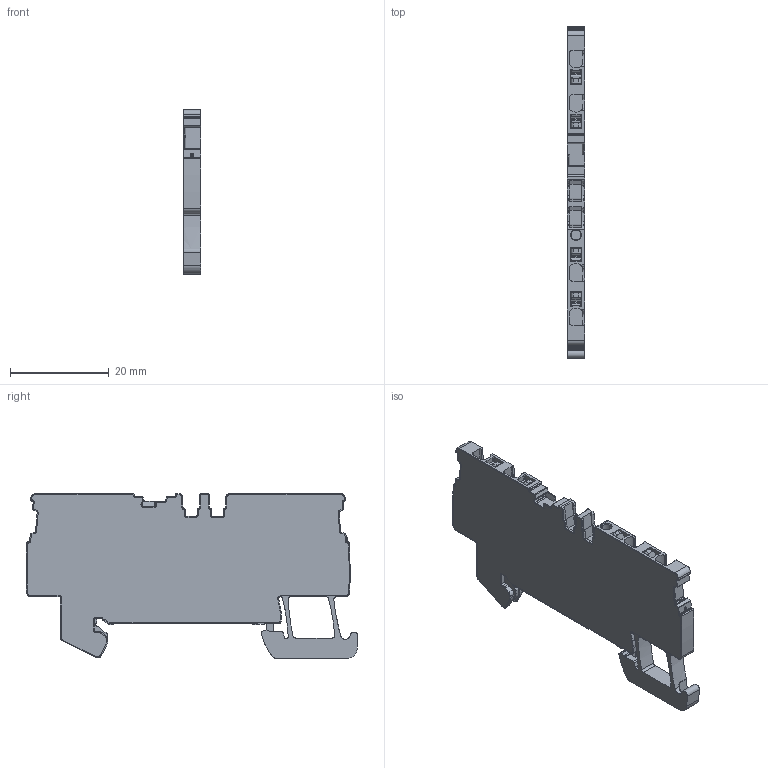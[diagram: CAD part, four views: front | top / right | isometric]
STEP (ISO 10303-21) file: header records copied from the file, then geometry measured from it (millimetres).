
FILE_DESCRIPTION(('CATIA V5 STEP Exchange','CAx-IF Rec.Pracs.--- Model Styling and Organization---1.5--- 2016-08-15','CAx-IF Rec.Pracs.---Supplemental Geometry---1.0---2011-11-01','CAx-IF Rec.Pracs.--- Composite Materials ---1.1---2010-07-15'),'2;1');
FILE_NAME ('1947655-4_0', '2025-03-27T10:15:41+00:00', ('none'), ('Weidmueller'), 'CATIA Version 5-6 Release 2022 SP4 HF5', 'CATIA V5 STEP AP214 v3', 'none');
FILE_SCHEMA(('AUTOMOTIVE_DESIGN { 1 0 10303 214 1 1 1 1 }'));
Length unit declared in the file: millimetre
Products named in the file (1): 2986650000
Bounding box: 3.5 x 67.28 x 33.35 mm (x, y, z)
Volume: 5458 mm3; surface area: 5201.3 mm2
Topology: 1 solids, 5 shells, 940 faces, 2681 edges, 1753 vertices
Faces by surface type: cylinder 448, plane 437, bspline 45, cone 5, sphere 3, torus 2
Entity records: 35326 total; most frequent: CARTESIAN_POINT 11262, ORIENTED_EDGE 5350, DIRECTION 3912, EDGE_CURVE 2675, VERTEX_POINT 1751, VECTOR 1654, LINE 1654, AXIS2_PLACEMENT_3D 1492
